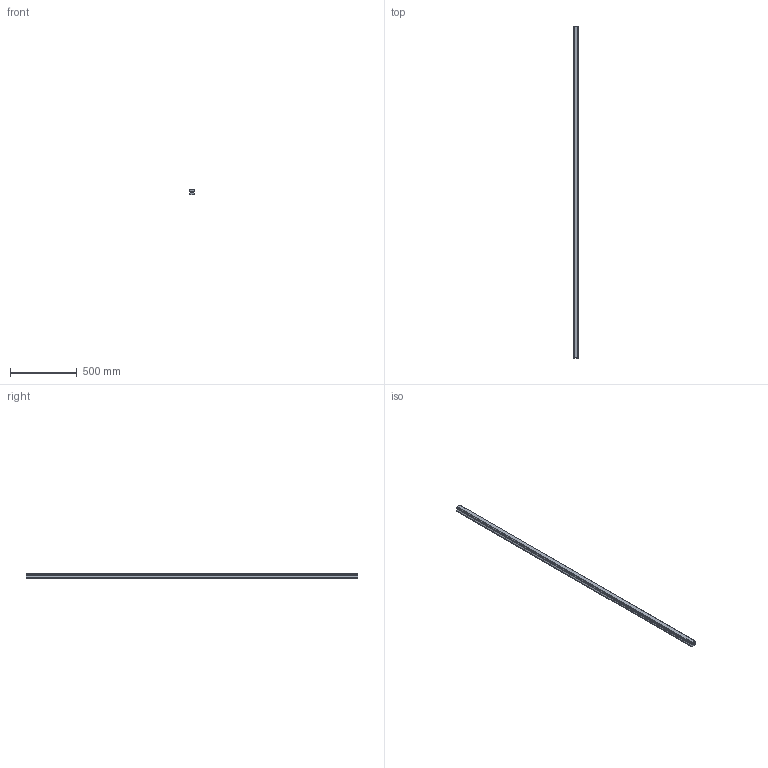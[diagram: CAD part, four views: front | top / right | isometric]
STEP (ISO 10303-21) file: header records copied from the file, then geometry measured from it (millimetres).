
FILE_DESCRIPTION(('STEP AP214'),'1');
FILE_NAME('cctmp_59F8E68B-F0A6-4249-9B84-D3F4C1375579_2021_02_01_11_44_14_0709..stp','2021-02-01T10:44:14',('HIWIN GmbH'),('CADClick - www.CADClick.com'),'Spatial InterOp 3D',' ','unknown authorization');
FILE_SCHEMA(('AUTOMOTIVE_DESIGN'));
Length unit declared in the file: millimetre
Products named in the file (1): HGR45T2495C_FILE
Bounding box: 45 x 2495 x 38 mm (x, y, z)
Volume: 3493590.2 mm3; surface area: 452553.5 mm2
Topology: 1 solids, 1 shells, 193 faces, 513 edges, 302 vertices
Faces by surface type: plane 93, cylinder 52, cone 48
Entity records: 7139 total; most frequent: CARTESIAN_POINT 961, DIRECTION 957, ORIENTED_EDGE 930, EDGE_CURVE 465, LINE 361, VECTOR 361, VERTEX_POINT 302, AXIS2_PLACEMENT_3D 298
